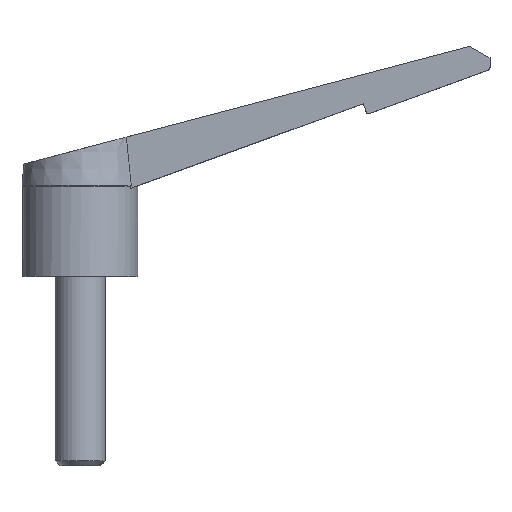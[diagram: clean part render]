
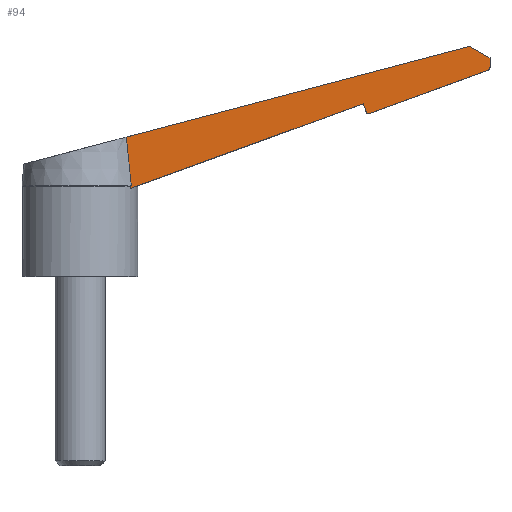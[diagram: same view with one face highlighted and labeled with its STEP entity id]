
A CAD part, top view. The second image highlights one B-rep face of the part: STEP entity #94.
In plain terms, the highlighted planar face has unit normal (0, 0, 1).
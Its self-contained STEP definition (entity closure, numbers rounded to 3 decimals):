
#94 = ADVANCED_FACE( '', ( #204 ), #205, .T. );
#204 = FACE_OUTER_BOUND( '', #327, .T. );
#205 = PLANE( '', #328 );
#327 = EDGE_LOOP( '', ( #535, #536, #537, #538, #539, #540, #541, #542, #543, #544, #545 ) );
#328 = AXIS2_PLACEMENT_3D( '', #546, #547, #548 );
#535 = ORIENTED_EDGE( '', *, *, #760, .F. );
#536 = ORIENTED_EDGE( '', *, *, #777, .F. );
#537 = ORIENTED_EDGE( '', *, *, #780, .F. );
#538 = ORIENTED_EDGE( '', *, *, #744, .T. );
#539 = ORIENTED_EDGE( '', *, *, #781, .T. );
#540 = ORIENTED_EDGE( '', *, *, #719, .T. );
#541 = ORIENTED_EDGE( '', *, *, #782, .T. );
#542 = ORIENTED_EDGE( '', *, *, #783, .T. );
#543 = ORIENTED_EDGE( '', *, *, #784, .T. );
#544 = ORIENTED_EDGE( '', *, *, #726, .T. );
#545 = ORIENTED_EDGE( '', *, *, #785, .T. );
#546 = CARTESIAN_POINT( '', ( 45.739, 26.231, 4.5 ) );
#547 = DIRECTION( '', ( 0., 0., 1. ) );
#548 = DIRECTION( '', ( 1., 0., 0. ) );
#719 = EDGE_CURVE( '', #841, #854, #856, .T. );
#726 = EDGE_CURVE( '', #868, #866, #869, .T. );
#744 = EDGE_CURVE( '', #899, #897, #900, .T. );
#760 = EDGE_CURVE( '', #922, #923, #924, .T. );
#777 = EDGE_CURVE( '', #945, #922, #948, .T. );
#780 = EDGE_CURVE( '', #899, #945, #951, .F. );
#781 = EDGE_CURVE( '', #897, #841, #952, .T. );
#782 = EDGE_CURVE( '', #854, #953, #954, .T. );
#783 = EDGE_CURVE( '', #953, #955, #956, .T. );
#784 = EDGE_CURVE( '', #955, #868, #957, .T. );
#785 = EDGE_CURVE( '', #866, #923, #958, .T. );
#841 = VERTEX_POINT( '', #1041 );
#854 = VERTEX_POINT( '', #1057 );
#856 = CIRCLE( '', #1060, 0.4 );
#866 = VERTEX_POINT( '', #1071 );
#868 = VERTEX_POINT( '', #1074 );
#869 = LINE( '', #1075, #1076 );
#897 = VERTEX_POINT( '', #1130 );
#899 = VERTEX_POINT( '', #1133 );
#900 = LINE( '', #1134, #1135 );
#922 = VERTEX_POINT( '', #1177 );
#923 = VERTEX_POINT( '', #1178 );
#924 = B_SPLINE_CURVE_WITH_KNOTS( '', 3, ( #1179, #1180, #1181, #1182 ), .UNSPECIFIED., .F., .F., ( 4, 4 ), ( 0.014, 0.021 ), .UNSPECIFIED. );
#945 = VERTEX_POINT( '', #1211 );
#948 = B_SPLINE_CURVE_WITH_KNOTS( '', 3, ( #1214, #1215, #1216, #1217, #1218, #1219, #1220, #1221, #1222, #1223, #1224, #1225, #1226, #1227, #1228, #1229, #1230, #1231, #1232 ), .UNSPECIFIED., .F., .F., ( 4, 3, 3, 3, 3, 3, 4 ), ( 0.001, 0.001, 0.001, 0.001, 0.001, 0.001, 0.001 ), .UNSPECIFIED. );
#951 = LINE( '', #1253, #1254 );
#952 = LINE( '', #1255, #1256 );
#953 = VERTEX_POINT( '', #1257 );
#954 = LINE( '', #1258, #1259 );
#955 = VERTEX_POINT( '', #1260 );
#956 = CIRCLE( '', #1261, 0.5 );
#957 = LINE( '', #1262, #1263 );
#958 = LINE( '', #1264, #1265 );
#1041 = CARTESIAN_POINT( '', ( 45.363, 26.094, 4.5 ) );
#1057 = CARTESIAN_POINT( '', ( 45.876, 25.855, 4.5 ) );
#1060 = AXIS2_PLACEMENT_3D( '', #1343, #1344, #1345 );
#1071 = CARTESIAN_POINT( '', ( 61.75, 36.5, 4.5 ) );
#1074 = CARTESIAN_POINT( '', ( 65., 34.675, 4.5 ) );
#1075 = CARTESIAN_POINT( '', ( 65., 34.675, 4.5 ) );
#1076 = VECTOR( '', #1354, 1000. );
#1130 = CARTESIAN_POINT( '', ( 44.884, 27.41, 4.5 ) );
#1133 = CARTESIAN_POINT( '', ( 7.967, 13.973, 4.5 ) );
#1134 = CARTESIAN_POINT( '', ( 0., 11.073, 4.5 ) );
#1135 = VECTOR( '', #1374, 1000. );
#1177 = CARTESIAN_POINT( '', ( 8.082, 14.4, 4.5 ) );
#1178 = CARTESIAN_POINT( '', ( 7.3, 22.107, 4.5 ) );
#1179 = CARTESIAN_POINT( '', ( 8.082, 14.4, 4.5 ) );
#1180 = CARTESIAN_POINT( '', ( 7.824, 16.969, 4.5 ) );
#1181 = CARTESIAN_POINT( '', ( 7.564, 19.538, 4.5 ) );
#1182 = CARTESIAN_POINT( '', ( 7.3, 22.107, 4.5 ) );
#1211 = CARTESIAN_POINT( '', ( 7.967, 14.3, 4.5 ) );
#1214 = CARTESIAN_POINT( '', ( 7.967, 14.3, 4.5 ) );
#1215 = CARTESIAN_POINT( '', ( 7.967, 14.306, 4.5 ) );
#1216 = CARTESIAN_POINT( '', ( 7.968, 14.311, 4.5 ) );
#1217 = CARTESIAN_POINT( '', ( 7.969, 14.317, 4.5 ) );
#1218 = CARTESIAN_POINT( '', ( 7.969, 14.32, 4.5 ) );
#1219 = CARTESIAN_POINT( '', ( 7.97, 14.324, 4.5 ) );
#1220 = CARTESIAN_POINT( '', ( 7.971, 14.328, 4.5 ) );
#1221 = CARTESIAN_POINT( '', ( 7.975, 14.338, 4.5 ) );
#1222 = CARTESIAN_POINT( '', ( 7.98, 14.348, 4.5 ) );
#1223 = CARTESIAN_POINT( '', ( 7.987, 14.357, 4.5 ) );
#1224 = CARTESIAN_POINT( '', ( 7.994, 14.365, 4.5 ) );
#1225 = CARTESIAN_POINT( '', ( 8.002, 14.373, 4.5 ) );
#1226 = CARTESIAN_POINT( '', ( 8.011, 14.379, 4.5 ) );
#1227 = CARTESIAN_POINT( '', ( 8.021, 14.386, 4.5 ) );
#1228 = CARTESIAN_POINT( '', ( 8.032, 14.391, 4.5 ) );
#1229 = CARTESIAN_POINT( '', ( 8.044, 14.394, 4.5 ) );
#1230 = CARTESIAN_POINT( '', ( 8.056, 14.398, 4.5 ) );
#1231 = CARTESIAN_POINT( '', ( 8.069, 14.4, 4.5 ) );
#1232 = CARTESIAN_POINT( '', ( 8.082, 14.4, 4.5 ) );
#1253 = CARTESIAN_POINT( '', ( 7.967, 0., 4.5 ) );
#1254 = VECTOR( '', #1416, 1000. );
#1255 = CARTESIAN_POINT( '', ( 44.884, 27.41, 4.5 ) );
#1256 = VECTOR( '', #1417, 1000. );
#1257 = CARTESIAN_POINT( '', ( 64.671, 32.696, 4.5 ) );
#1258 = CARTESIAN_POINT( '', ( 45.876, 25.855, 4.5 ) );
#1259 = VECTOR( '', #1418, 1000. );
#1260 = CARTESIAN_POINT( '', ( 65., 33.166, 4.5 ) );
#1261 = AXIS2_PLACEMENT_3D( '', #1419, #1420, #1421 );
#1262 = CARTESIAN_POINT( '', ( 65., 33.166, 4.5 ) );
#1263 = VECTOR( '', #1422, 1000. );
#1264 = CARTESIAN_POINT( '', ( 61.75, 36.5, 4.5 ) );
#1265 = VECTOR( '', #1423, 1000. );
#1343 = CARTESIAN_POINT( '', ( 45.739, 26.231, 4.5 ) );
#1344 = DIRECTION( '', ( 0., 0., 1. ) );
#1345 = DIRECTION( '', ( 1., 0., 0. ) );
#1354 = DIRECTION( '', ( -0.872, 0.49, 0. ) );
#1374 = DIRECTION( '', ( 0.94, 0.342, 0. ) );
#1416 = DIRECTION( '', ( 0., -1., 0. ) );
#1417 = DIRECTION( '', ( 0.342, -0.94, 0. ) );
#1418 = DIRECTION( '', ( 0.94, 0.342, 0. ) );
#1419 = CARTESIAN_POINT( '', ( 64.5, 33.166, 4.5 ) );
#1420 = DIRECTION( '', ( 0., 0., 1. ) );
#1421 = DIRECTION( '', ( 1., 0., 0. ) );
#1422 = DIRECTION( '', ( 0., 1., 0. ) );
#1423 = DIRECTION( '', ( -0.967, -0.256, 0. ) );
